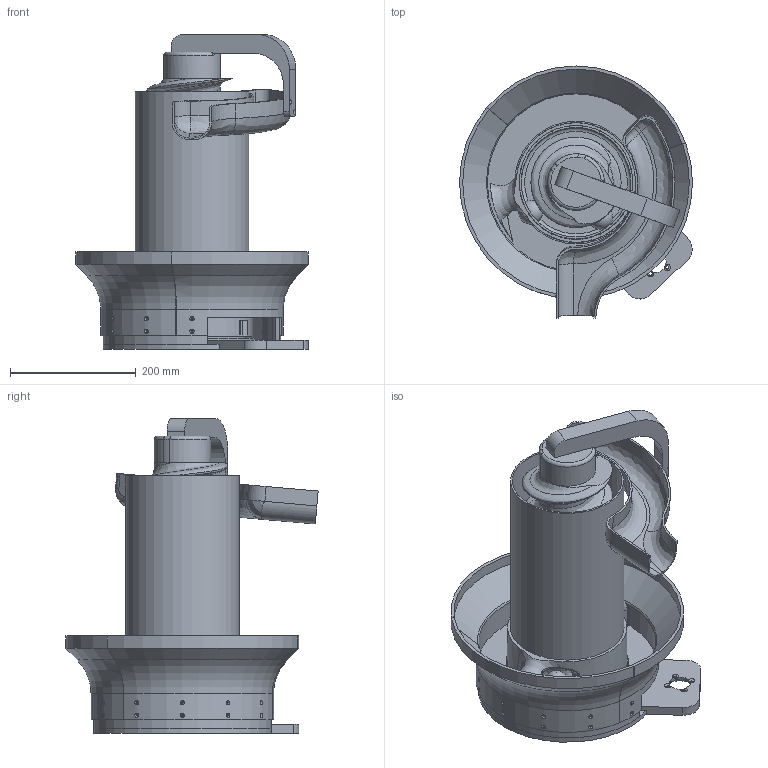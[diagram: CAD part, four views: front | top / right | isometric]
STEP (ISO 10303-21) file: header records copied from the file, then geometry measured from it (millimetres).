
FILE_DESCRIPTION(/* description */ (''),/* implementation_level */ '2;1');
FILE_NAME(/* name */ '8636951e-0f7a-4965-962f-93b020b3cca9.stp',/* time_stamp */ '2021-01-04T19:07:04+00:00',/* author */ (''),/* organization */ (''),/* preprocessor_version */ 'ST-DEVELOPER v18.1',/* originating_system */ 'Autodesk Translation Framework v9.7.1.1290',/* authorisation */ '');
FILE_SCHEMA (('AUTOMOTIVE_DESIGN { 1 0 10303 214 3 1 1 }'));
Length unit declared in the file: millimetre
Products named in the file (2): Screw01; tube
Assembly tree (1 placements, depth 2):
  Screw01
    tube
Bounding box: 370 x 400.68 x 500.25 mm (x, y, z)
Volume: 6201286.2 mm3; surface area: 1682413.5 mm2
Topology: 19 solids, 19 shells, 440 faces, 1178 edges, 785 vertices
Faces by surface type: cylinder 197, plane 112, bspline 97, cone 22, torus 10, sphere 2
Full cylindrical faces by diameter (mm): 2.8 x69, 3.8 x11, 5.5 x4, 33 x1, 55 x1, 79 x2, 80 x2, 89.595 x5, 90.12 x1, 90.82 x1, 94 x1, 100 x1, 145 x1, 146 x1, 170.39 x1, 174 x1, 180 x1, 180.8 x1, 190.39 x1, 195 x1, 200 x1, 281.684 x2
Entity records: 29575 total; most frequent: CARTESIAN_POINT 18911, ORIENTED_EDGE 2342, DIRECTION 1865, EDGE_CURVE 1171, VERTEX_POINT 785, AXIS2_PLACEMENT_3D 742, EDGE_LOOP 614, FACE_OUTER_BOUND 440
